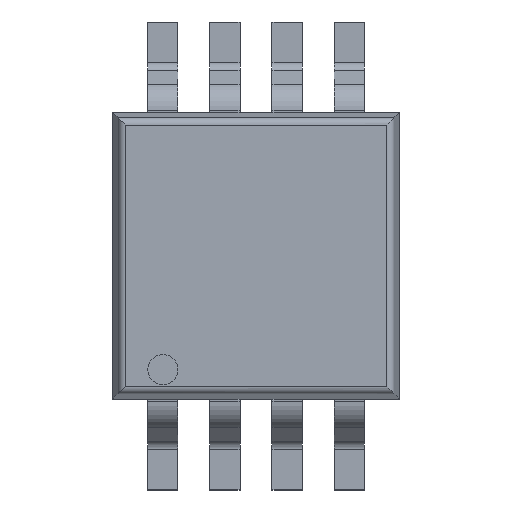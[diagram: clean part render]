
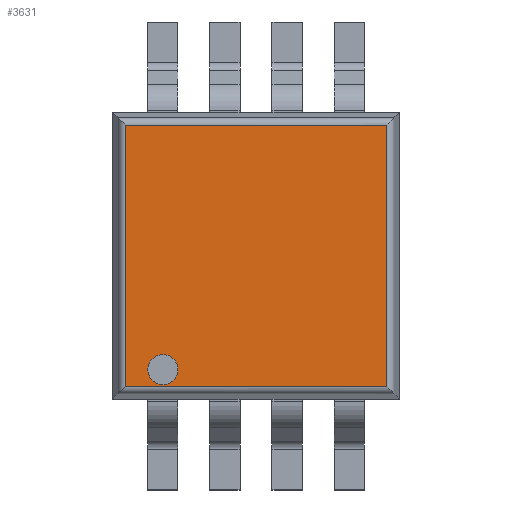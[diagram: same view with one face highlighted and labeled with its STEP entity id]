
A CAD part, top view. The second image highlights one B-rep face of the part: STEP entity #3631.
In plain terms, the highlighted planar face has unit normal (0, 0, 1).
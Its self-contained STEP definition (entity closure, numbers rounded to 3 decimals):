
#3631 = ADVANCED_FACE('',(#3632,#3652),#3686,.F.);
#3632 = FACE_BOUND('',#3633,.T.);
#3633 = EDGE_LOOP('',(#3634,#3645));
#3634 = ORIENTED_EDGE('',*,*,#3635,.F.);
#3635 = EDGE_CURVE('',#3636,#3638,#3640,.T.);
#3636 = VERTEX_POINT('',#3637);
#3637 = CARTESIAN_POINT('',(-0.975,-1.348,1.1));
#3638 = VERTEX_POINT('',#3639);
#3639 = CARTESIAN_POINT('',(-0.975,-1.033,1.1));
#3640 = CIRCLE('',#3641,0.158);
#3641 = AXIS2_PLACEMENT_3D('',#3642,#3643,#3644);
#3642 = CARTESIAN_POINT('',(-0.975,-1.191,1.1));
#3643 = DIRECTION('',(0.,0.,1.));
#3644 = DIRECTION('',(0.,-1.,0.));
#3645 = ORIENTED_EDGE('',*,*,#3646,.F.);
#3646 = EDGE_CURVE('',#3638,#3636,#3647,.T.);
#3647 = CIRCLE('',#3648,0.158);
#3648 = AXIS2_PLACEMENT_3D('',#3649,#3650,#3651);
#3649 = CARTESIAN_POINT('',(-0.975,-1.191,1.1));
#3650 = DIRECTION('',(0.,0.,1.));
#3651 = DIRECTION('',(0.,-1.,0.));
#3652 = FACE_BOUND('',#3653,.T.);
#3653 = EDGE_LOOP('',(#3654,#3664,#3672,#3680));
#3654 = ORIENTED_EDGE('',*,*,#3655,.T.);
#3655 = EDGE_CURVE('',#3656,#3658,#3660,.T.);
#3656 = VERTEX_POINT('',#3657);
#3657 = CARTESIAN_POINT('',(1.369,-1.369,1.1));
#3658 = VERTEX_POINT('',#3659);
#3659 = CARTESIAN_POINT('',(1.369,1.369,1.1));
#3660 = LINE('',#3661,#3662);
#3661 = CARTESIAN_POINT('',(1.369,1.433,1.1));
#3662 = VECTOR('',#3663,1.);
#3663 = DIRECTION('',(0.,1.,0.));
#3664 = ORIENTED_EDGE('',*,*,#3665,.T.);
#3665 = EDGE_CURVE('',#3658,#3666,#3668,.T.);
#3666 = VERTEX_POINT('',#3667);
#3667 = CARTESIAN_POINT('',(-1.369,1.369,1.1));
#3668 = LINE('',#3669,#3670);
#3669 = CARTESIAN_POINT('',(-1.433,1.369,1.1));
#3670 = VECTOR('',#3671,1.);
#3671 = DIRECTION('',(-1.,0.,0.));
#3672 = ORIENTED_EDGE('',*,*,#3673,.T.);
#3673 = EDGE_CURVE('',#3666,#3674,#3676,.T.);
#3674 = VERTEX_POINT('',#3675);
#3675 = CARTESIAN_POINT('',(-1.369,-1.369,1.1));
#3676 = LINE('',#3677,#3678);
#3677 = CARTESIAN_POINT('',(-1.369,-1.433,1.1));
#3678 = VECTOR('',#3679,1.);
#3679 = DIRECTION('',(0.,-1.,0.));
#3680 = ORIENTED_EDGE('',*,*,#3681,.T.);
#3681 = EDGE_CURVE('',#3674,#3656,#3682,.T.);
#3682 = LINE('',#3683,#3684);
#3683 = CARTESIAN_POINT('',(1.433,-1.369,1.1));
#3684 = VECTOR('',#3685,1.);
#3685 = DIRECTION('',(1.,0.,0.));
#3686 = PLANE('',#3687);
#3687 = AXIS2_PLACEMENT_3D('',#3688,#3689,#3690);
#3688 = CARTESIAN_POINT('',(0.4,-0.893,1.1));
#3689 = DIRECTION('',(0.,0.,-1.));
#3690 = DIRECTION('',(0.,1.,0.));
